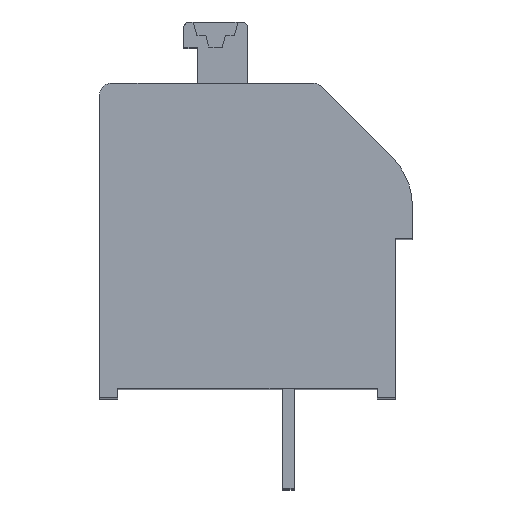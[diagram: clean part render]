
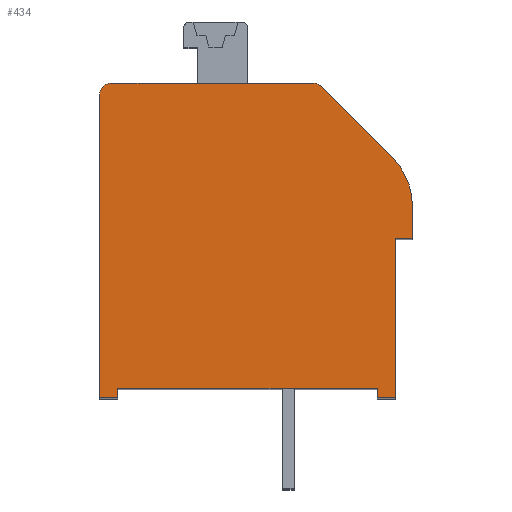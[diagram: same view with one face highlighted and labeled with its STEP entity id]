
A CAD part, top view. The second image highlights one B-rep face of the part: STEP entity #434.
In plain terms, the highlighted planar face has unit normal (0, 0, 1).
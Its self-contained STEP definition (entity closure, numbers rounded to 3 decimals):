
#434 = ADVANCED_FACE( '', ( #977 ), #978, .T. );
#977 = FACE_OUTER_BOUND( '', #1638, .T. );
#978 = PLANE( '', #1639 );
#1638 = EDGE_LOOP( '', ( #2882, #2883, #2884, #2885, #2886, #2887, #2888, #2889, #2890, #2891, #2892, #2893, #2894, #2895 ) );
#1639 = AXIS2_PLACEMENT_3D( '', #2896, #2897, #2898 );
#2882 = ORIENTED_EDGE( '', *, *, #4276, .T. );
#2883 = ORIENTED_EDGE( '', *, *, #4298, .T. );
#2884 = ORIENTED_EDGE( '', *, *, #4049, .T. );
#2885 = ORIENTED_EDGE( '', *, *, #4520, .T. );
#2886 = ORIENTED_EDGE( '', *, *, #4521, .T. );
#2887 = ORIENTED_EDGE( '', *, *, #4522, .T. );
#2888 = ORIENTED_EDGE( '', *, *, #4523, .T. );
#2889 = ORIENTED_EDGE( '', *, *, #4524, .T. );
#2890 = ORIENTED_EDGE( '', *, *, #4382, .T. );
#2891 = ORIENTED_EDGE( '', *, *, #4184, .T. );
#2892 = ORIENTED_EDGE( '', *, *, #4446, .T. );
#2893 = ORIENTED_EDGE( '', *, *, #4525, .T. );
#2894 = ORIENTED_EDGE( '', *, *, #4131, .T. );
#2895 = ORIENTED_EDGE( '', *, *, #4526, .T. );
#2896 = CARTESIAN_POINT( '', ( -7.8, 13.3, 44. ) );
#2897 = DIRECTION( '', ( 0., 0., 1. ) );
#2898 = DIRECTION( '', ( 1., 0., 0. ) );
#4049 = EDGE_CURVE( '', #4867, #4865, #4868, .T. );
#4131 = EDGE_CURVE( '', #5013, #5011, #5014, .T. );
#4184 = EDGE_CURVE( '', #5104, #5102, #5105, .T. );
#4276 = EDGE_CURVE( '', #5260, #5258, #5261, .T. );
#4298 = EDGE_CURVE( '', #5258, #4867, #5294, .T. );
#4382 = EDGE_CURVE( '', #5429, #5104, #5430, .T. );
#4446 = EDGE_CURVE( '', #5102, #5530, #5532, .T. );
#4520 = EDGE_CURVE( '', #4865, #5634, #5635, .T. );
#4521 = EDGE_CURVE( '', #5634, #5636, #5637, .T. );
#4522 = EDGE_CURVE( '', #5636, #5638, #5639, .T. );
#4523 = EDGE_CURVE( '', #5638, #5640, #5641, .T. );
#4524 = EDGE_CURVE( '', #5640, #5429, #5642, .T. );
#4525 = EDGE_CURVE( '', #5530, #5013, #5643, .T. );
#4526 = EDGE_CURVE( '', #5011, #5260, #5644, .T. );
#4865 = VERTEX_POINT( '', #6068 );
#4867 = VERTEX_POINT( '', #6071 );
#4868 = LINE( '', #6072, #6073 );
#5011 = VERTEX_POINT( '', #6276 );
#5013 = VERTEX_POINT( '', #6279 );
#5014 = CIRCLE( '', #6280, 0.5 );
#5102 = VERTEX_POINT( '', #6407 );
#5104 = VERTEX_POINT( '', #6410 );
#5105 = LINE( '', #6411, #6412 );
#5258 = VERTEX_POINT( '', #6629 );
#5260 = VERTEX_POINT( '', #6632 );
#5261 = CIRCLE( '', #6633, 0.5 );
#5294 = LINE( '', #6682, #6683 );
#5429 = VERTEX_POINT( '', #6878 );
#5430 = LINE( '', #6879, #6880 );
#5530 = VERTEX_POINT( '', #7026 );
#5532 = CIRCLE( '', #7029, 3. );
#5634 = VERTEX_POINT( '', #7178 );
#5635 = LINE( '', #7179, #7180 );
#5636 = VERTEX_POINT( '', #7181 );
#5637 = LINE( '', #7182, #7183 );
#5638 = VERTEX_POINT( '', #7184 );
#5639 = LINE( '', #7185, #7186 );
#5640 = VERTEX_POINT( '', #7187 );
#5641 = LINE( '', #7188, #7189 );
#5642 = LINE( '', #7190, #7191 );
#5643 = LINE( '', #7192, #7193 );
#5644 = LINE( '', #7194, #7195 );
#6068 = CARTESIAN_POINT( '', ( -7.5, 0., 44. ) );
#6071 = CARTESIAN_POINT( '', ( -8.3, 0., 44. ) );
#6072 = CARTESIAN_POINT( '', ( -8.3, 0., 44. ) );
#6073 = VECTOR( '', #7763, 1000. );
#6276 = CARTESIAN_POINT( '', ( 1.093, 13.8, 44. ) );
#6279 = CARTESIAN_POINT( '', ( 1.446, 13.654, 44. ) );
#6280 = AXIS2_PLACEMENT_3D( '', #7846, #7847, #7848 );
#6407 = CARTESIAN_POINT( '', ( 5.45, 8.407, 44. ) );
#6410 = CARTESIAN_POINT( '', ( 5.45, 7., 44. ) );
#6411 = CARTESIAN_POINT( '', ( 5.45, 7., 44. ) );
#6412 = VECTOR( '', #7895, 1000. );
#6629 = CARTESIAN_POINT( '', ( -8.3, 13.3, 44. ) );
#6632 = CARTESIAN_POINT( '', ( -7.8, 13.8, 44. ) );
#6633 = AXIS2_PLACEMENT_3D( '', #7997, #7998, #7999 );
#6682 = CARTESIAN_POINT( '', ( -8.3, 13.3, 44. ) );
#6683 = VECTOR( '', #8016, 1000. );
#6878 = CARTESIAN_POINT( '', ( 4.7, 7., 44. ) );
#6879 = CARTESIAN_POINT( '', ( 4.7, 7., 44. ) );
#6880 = VECTOR( '', #8101, 1000. );
#7026 = CARTESIAN_POINT( '', ( 4.571, 10.529, 44. ) );
#7029 = AXIS2_PLACEMENT_3D( '', #8161, #8162, #8163 );
#7178 = CARTESIAN_POINT( '', ( -7.5, 0.4, 44. ) );
#7179 = CARTESIAN_POINT( '', ( -7.5, 0., 44. ) );
#7180 = VECTOR( '', #8238, 1000. );
#7181 = CARTESIAN_POINT( '', ( 3.9, 0.4, 44. ) );
#7182 = CARTESIAN_POINT( '', ( -7.5, 0.4, 44. ) );
#7183 = VECTOR( '', #8239, 1000. );
#7184 = CARTESIAN_POINT( '', ( 3.9, 0., 44. ) );
#7185 = CARTESIAN_POINT( '', ( 3.9, 0.4, 44. ) );
#7186 = VECTOR( '', #8240, 1000. );
#7187 = CARTESIAN_POINT( '', ( 4.7, 0., 44. ) );
#7188 = CARTESIAN_POINT( '', ( 3.9, 0., 44. ) );
#7189 = VECTOR( '', #8241, 1000. );
#7190 = CARTESIAN_POINT( '', ( 4.7, 0., 44. ) );
#7191 = VECTOR( '', #8242, 1000. );
#7192 = CARTESIAN_POINT( '', ( 4.571, 10.529, 44. ) );
#7193 = VECTOR( '', #8243, 1000. );
#7194 = CARTESIAN_POINT( '', ( 1.093, 13.8, 44. ) );
#7195 = VECTOR( '', #8244, 1000. );
#7763 = DIRECTION( '', ( 1., 0., 0. ) );
#7846 = CARTESIAN_POINT( '', ( 1.093, 13.3, 44. ) );
#7847 = DIRECTION( '', ( 0., 0., 1. ) );
#7848 = DIRECTION( '', ( 1., 0., 0. ) );
#7895 = DIRECTION( '', ( 0., 1., 0. ) );
#7997 = CARTESIAN_POINT( '', ( -7.8, 13.3, 44. ) );
#7998 = DIRECTION( '', ( 0., 0., 1. ) );
#7999 = DIRECTION( '', ( 1., 0., 0. ) );
#8016 = DIRECTION( '', ( 0., -1., 0. ) );
#8101 = DIRECTION( '', ( 1., 0., 0. ) );
#8161 = CARTESIAN_POINT( '', ( 2.45, 8.407, 44. ) );
#8162 = DIRECTION( '', ( 0., 0., 1. ) );
#8163 = DIRECTION( '', ( 1., 0., 0. ) );
#8238 = DIRECTION( '', ( 0., 1., 0. ) );
#8239 = DIRECTION( '', ( 1., 0., 0. ) );
#8240 = DIRECTION( '', ( 0., -1., 0. ) );
#8241 = DIRECTION( '', ( 1., 0., 0. ) );
#8242 = DIRECTION( '', ( 0., 1., 0. ) );
#8243 = DIRECTION( '', ( -0.707, 0.707, 0. ) );
#8244 = DIRECTION( '', ( -1., 0., 0. ) );
